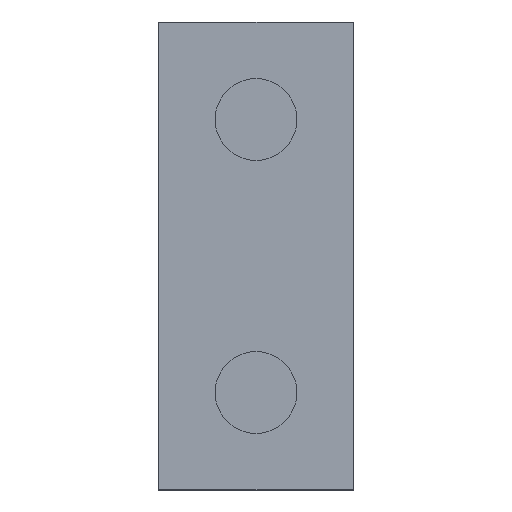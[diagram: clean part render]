
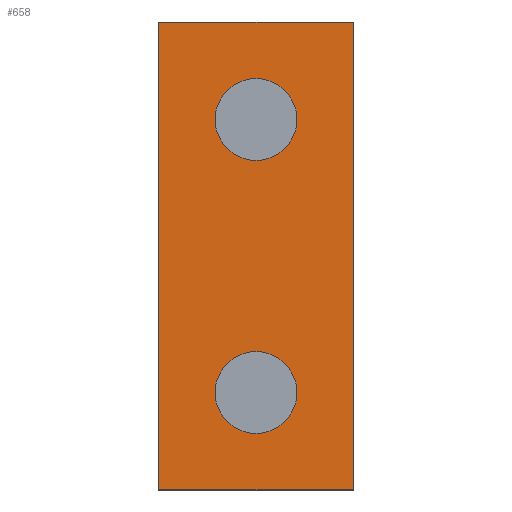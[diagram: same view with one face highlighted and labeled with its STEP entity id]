
A CAD part, left-side view. The second image highlights one B-rep face of the part: STEP entity #658.
In plain terms, the highlighted planar face has unit normal (-1, 0, 0).
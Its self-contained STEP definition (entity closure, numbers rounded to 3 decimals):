
#24=FACE_BOUND('',#135,.T.);
#25=FACE_BOUND('',#136,.T.);
#55=PLANE('',#748);
#90=FACE_OUTER_BOUND('',#134,.T.);
#134=EDGE_LOOP('',(#573,#574,#575,#576));
#135=EDGE_LOOP('',(#577));
#136=EDGE_LOOP('',(#578));
#187=LINE('',#1039,#242);
#202=LINE('',#1110,#257);
#203=LINE('',#1113,#258);
#204=LINE('',#1114,#259);
#242=VECTOR('',#844,10.);
#257=VECTOR('',#929,10.);
#258=VECTOR('',#932,10.);
#259=VECTOR('',#933,10.);
#291=CIRCLE('',#740,1.05);
#293=CIRCLE('',#744,1.05);
#326=VERTEX_POINT('',#1036);
#327=VERTEX_POINT('',#1038);
#343=VERTEX_POINT('',#1092);
#345=VERTEX_POINT('',#1099);
#348=VERTEX_POINT('',#1108);
#349=VERTEX_POINT('',#1112);
#398=EDGE_CURVE('',#327,#326,#187,.T.);
#424=EDGE_CURVE('',#343,#343,#291,.T.);
#427=EDGE_CURVE('',#345,#345,#293,.T.);
#432=EDGE_CURVE('',#326,#348,#202,.T.);
#433=EDGE_CURVE('',#349,#348,#203,.T.);
#434=EDGE_CURVE('',#327,#349,#204,.T.);
#573=ORIENTED_EDGE('',*,*,#398,.T.);
#574=ORIENTED_EDGE('',*,*,#432,.T.);
#575=ORIENTED_EDGE('',*,*,#433,.F.);
#576=ORIENTED_EDGE('',*,*,#434,.F.);
#577=ORIENTED_EDGE('',*,*,#424,.T.);
#578=ORIENTED_EDGE('',*,*,#427,.T.);
#658=ADVANCED_FACE('',(#90,#24,#25),#55,.T.);
#740=AXIS2_PLACEMENT_3D('',#1093,#909,#910);
#744=AXIS2_PLACEMENT_3D('',#1100,#918,#919);
#748=AXIS2_PLACEMENT_3D('',#1111,#930,#931);
#844=DIRECTION('',(0.,0.,1.));
#909=DIRECTION('center_axis',(1.,0.,0.));
#910=DIRECTION('ref_axis',(0.,0.,1.));
#918=DIRECTION('center_axis',(1.,0.,0.));
#919=DIRECTION('ref_axis',(0.,0.,1.));
#929=DIRECTION('',(0.,1.,0.));
#930=DIRECTION('center_axis',(-1.,0.,0.));
#931=DIRECTION('ref_axis',(0.,0.,1.));
#932=DIRECTION('',(0.,0.,1.));
#933=DIRECTION('',(0.,1.,0.));
#1036=CARTESIAN_POINT('',(-21.5,0.,6.));
#1038=CARTESIAN_POINT('',(-21.5,0.,-6.));
#1039=CARTESIAN_POINT('',(-21.5,0.,-6.));
#1092=CARTESIAN_POINT('',(-21.5,2.5,-4.55));
#1093=CARTESIAN_POINT('Origin',(-21.5,2.5,-3.5));
#1099=CARTESIAN_POINT('',(-21.5,2.5,2.45));
#1100=CARTESIAN_POINT('Origin',(-21.5,2.5,3.5));
#1108=CARTESIAN_POINT('',(-21.5,5.,6.));
#1110=CARTESIAN_POINT('',(-21.5,0.,6.));
#1111=CARTESIAN_POINT('Origin',(-21.5,0.,-6.));
#1112=CARTESIAN_POINT('',(-21.5,5.,-6.));
#1113=CARTESIAN_POINT('',(-21.5,5.,-6.));
#1114=CARTESIAN_POINT('',(-21.5,0.,-6.));
